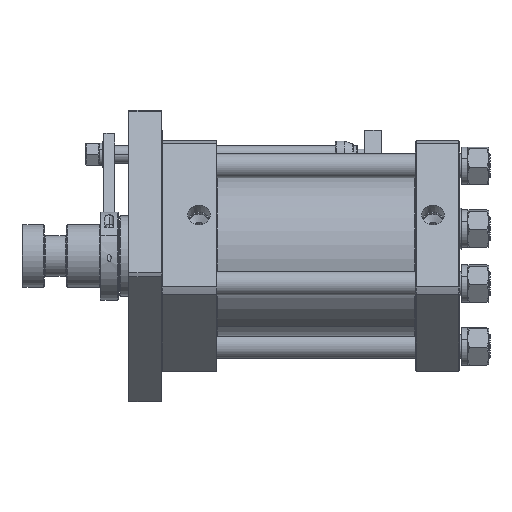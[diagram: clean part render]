
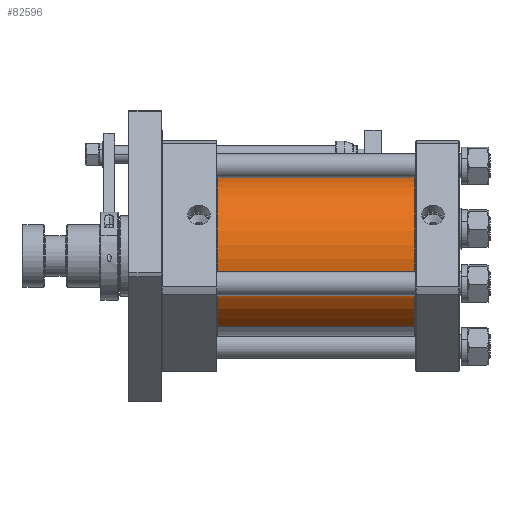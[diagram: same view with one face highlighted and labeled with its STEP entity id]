
A CAD part, left-side view. The second image highlights one B-rep face of the part: STEP entity #82596.
In plain terms, the highlighted cylindrical face has radius 90 mm (diameter 180 mm), a partial arc.
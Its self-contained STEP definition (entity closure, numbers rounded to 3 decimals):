
#14186 = CIRCLE ( 'NONE', #28311, 90. ) ;
#28311 = AXIS2_PLACEMENT_3D ( 'NONE', #41230, #41231, #41232 ) ;
#28314 = AXIS2_PLACEMENT_3D ( 'NONE', #41227, #41228, #41229 ) ;
#28315 = VECTOR ( 'NONE', #41222, 1000. ) ;
#28318 = VECTOR ( 'NONE', #41224, 1000. ) ;
#28319 = CIRCLE ( 'NONE', #28314, 90. ) ;
#32366 = FACE_OUTER_BOUND ( 'NONE', #78879, .T. ) ;
#32367 = CYLINDRICAL_SURFACE ( 'NONE', #38381, 90. ) ;
#35176 = CARTESIAN_POINT ( 'NONE',  ( -430.632, -73.084, 0. ) ) ;
#35177 = DIRECTION ( 'NONE',  ( -1., 0., 0. ) ) ;
#35178 = DIRECTION ( 'NONE',  ( 0., 0., 1. ) ) ;
#38381 = AXIS2_PLACEMENT_3D ( 'NONE', #35176, #35177, #35178 ) ;
#41221 = CARTESIAN_POINT ( 'NONE',  ( -430.632, -73.084, -90. ) ) ;
#41222 = DIRECTION ( 'NONE',  ( -1., 0., 0. ) ) ;
#41223 = CARTESIAN_POINT ( 'NONE',  ( -430.632, -73.084, 90. ) ) ;
#41224 = DIRECTION ( 'NONE',  ( -1., 0., 0. ) ) ;
#41227 = CARTESIAN_POINT ( 'NONE',  ( -197.626, -73.084, 0. ) ) ;
#41228 = DIRECTION ( 'NONE',  ( -1., 0., 0. ) ) ;
#41229 = DIRECTION ( 'NONE',  ( 0., 0., 1. ) ) ;
#41230 = CARTESIAN_POINT ( 'NONE',  ( -419.626, -73.084, 0. ) ) ;
#41231 = DIRECTION ( 'NONE',  ( -1., 0., 0. ) ) ;
#41232 = DIRECTION ( 'NONE',  ( 0., 0., 1. ) ) ;
#48954 = EDGE_CURVE ( 'NONE', #75770, #75765, #87948, .T. ) ;
#48955 = EDGE_CURVE ( 'NONE', #75769, #75766, #87949, .T. ) ;
#48957 = EDGE_CURVE ( 'NONE', #75770, #75769, #28319, .T. ) ;
#48958 = EDGE_CURVE ( 'NONE', #75765, #75766, #14186, .T. ) ;
#75765 = VERTEX_POINT ( 'NONE', #86449 ) ;
#75766 = VERTEX_POINT ( 'NONE', #86451 ) ;
#75769 = VERTEX_POINT ( 'NONE', #86457 ) ;
#75770 = VERTEX_POINT ( 'NONE', #86458 ) ;
#78879 = EDGE_LOOP ( 'NONE', ( #89266, #89264, #89268, #89261 ) ) ;
#82596 = ADVANCED_FACE ( 'NONE', ( #32366 ), #32367, .T. ) ;
#86449 = CARTESIAN_POINT ( 'NONE',  ( -419.626, -73.084, -90. ) ) ;
#86451 = CARTESIAN_POINT ( 'NONE',  ( -419.626, -73.084, 90. ) ) ;
#86457 = CARTESIAN_POINT ( 'NONE',  ( -197.626, -73.084, 90. ) ) ;
#86458 = CARTESIAN_POINT ( 'NONE',  ( -197.626, -73.084, -90. ) ) ;
#87948 = LINE ( 'NONE', #41221, #28315 ) ;
#87949 = LINE ( 'NONE', #41223, #28318 ) ;
#89261 = ORIENTED_EDGE ( 'NONE', *, *, #48958, .F. ) ;
#89264 = ORIENTED_EDGE ( 'NONE', *, *, #48957, .T. ) ;
#89266 = ORIENTED_EDGE ( 'NONE', *, *, #48954, .F. ) ;
#89268 = ORIENTED_EDGE ( 'NONE', *, *, #48955, .T. ) ;
